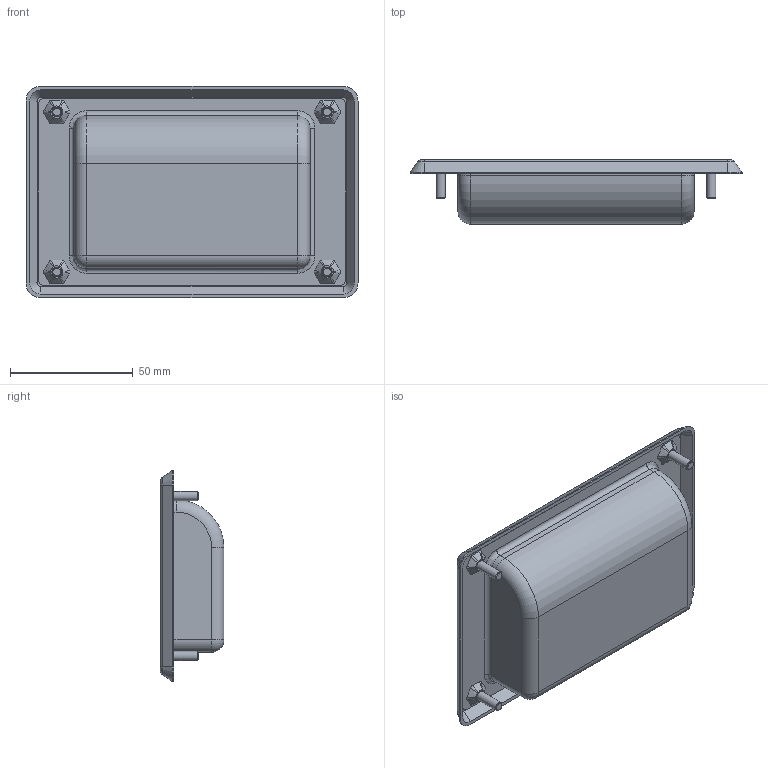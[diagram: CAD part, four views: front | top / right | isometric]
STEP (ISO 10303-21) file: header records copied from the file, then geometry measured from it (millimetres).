
FILE_DESCRIPTION(/* description */ (''),/* implementation_level */ '2;1');
FILE_NAME(/* name */ 'A-MS3.stp',/* time_stamp */ '2024-05-16T14:25:22+09:00',/* author */ ('user'),/* organization */ (''),/* preprocessor_version */ 'ST-DEVELOPER v15.6',/* originating_system */ 'Autodesk Inventor 2015',/* authorisation */ '');
FILE_SCHEMA (('AUTOMOTIVE_DESIGN { 1 0 10303 214 3 1 1 }'));
Length unit declared in the file: millimetre
Products named in the file (3): 정면판; 뒷판; A-MS3
Bounding box: 135 x 26 x 86 mm (x, y, z)
Volume: 23108.4 mm3; surface area: 51958.5 mm2
Topology: 2 solids, 2 shells, 195 faces, 482 edges, 302 vertices
Faces by surface type: bspline 60, plane 57, cylinder 54, cone 12, torus 8, sphere 4
Full cylindrical faces by diameter (mm): 3.8 x4, 4 x4
Entity records: 7342 total; most frequent: CARTESIAN_POINT 2874, ORIENTED_EDGE 932, DIRECTION 852, EDGE_CURVE 466, AXIS2_PLACEMENT_3D 304, VERTEX_POINT 298, LINE 244, VECTOR 244
